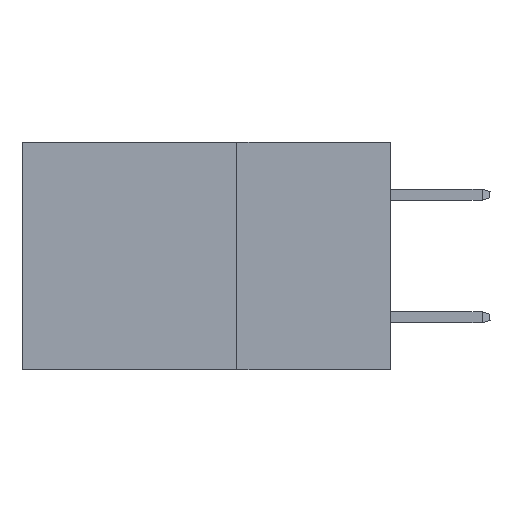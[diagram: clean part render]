
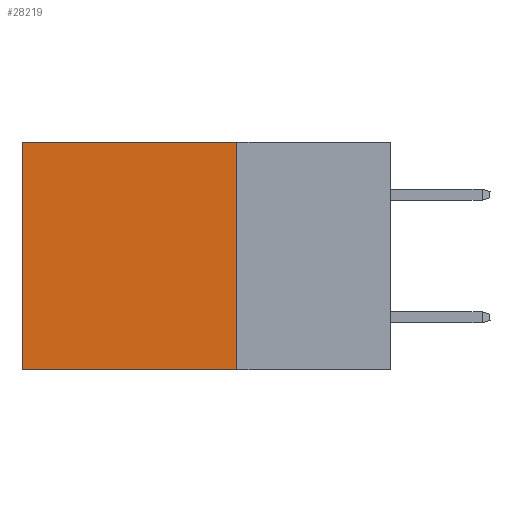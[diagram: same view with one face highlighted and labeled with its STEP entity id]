
A CAD part, left-side view. The second image highlights one B-rep face of the part: STEP entity #28219.
In plain terms, the highlighted planar face has unit normal (-1, 0, 0).
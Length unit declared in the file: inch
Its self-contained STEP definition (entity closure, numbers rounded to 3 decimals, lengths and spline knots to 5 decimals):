
#101 = CARTESIAN_POINT ( 'NONE',  ( 0.2875, 0.6, -0.37 ) ) ;
#120 = DIRECTION ( 'NONE',  ( 1., 0., 0. ) ) ;
#177 = DIRECTION ( 'NONE',  ( 0., 0., -1. ) ) ;
#3435 = LINE ( 'NONE', #27512, #27943 ) ;
#4162 = VECTOR ( 'NONE', #16023, 39.37008 ) ;
#4246 = CARTESIAN_POINT ( 'NONE',  ( 0.2875, 0.25, 0. ) ) ;
#7383 = VERTEX_POINT ( 'NONE', #101 ) ;
#8572 = VECTOR ( 'NONE', #177, 39.37008 ) ;
#8769 = DIRECTION ( 'NONE',  ( 0., 0., -1. ) ) ;
#11566 = EDGE_CURVE ( 'NONE', #35038, #7383, #25684, .T. ) ;
#12107 = VERTEX_POINT ( 'NONE', #37223 ) ;
#13556 = DIRECTION ( 'NONE',  ( 0., 0., -1. ) ) ;
#14012 = ORIENTED_EDGE ( 'NONE', *, *, #29744, .F. ) ;
#15073 = VECTOR ( 'NONE', #13556, 39.37008 ) ;
#15745 = LINE ( 'NONE', #28187, #4162 ) ;
#16023 = DIRECTION ( 'NONE',  ( 0., 1., 0. ) ) ;
#17202 = EDGE_CURVE ( 'NONE', #23380, #35038, #3435, .T. ) ;
#22076 = DIRECTION ( 'NONE',  ( 0., 1., 0. ) ) ;
#22560 = FACE_OUTER_BOUND ( 'NONE', #34590, .T. ) ;
#23380 = VERTEX_POINT ( 'NONE', #4246 ) ;
#23632 = ORIENTED_EDGE ( 'NONE', *, *, #32464, .F. ) ;
#25684 = LINE ( 'NONE', #35812, #8572 ) ;
#26167 = LINE ( 'NONE', #28297, #15073 ) ;
#27512 = CARTESIAN_POINT ( 'NONE',  ( 0.2875, 0.25, 0. ) ) ;
#27943 = VECTOR ( 'NONE', #22076, 39.37008 ) ;
#28187 = CARTESIAN_POINT ( 'NONE',  ( 0.2875, 0.25, -0.37 ) ) ;
#28219 = ADVANCED_FACE ( 'NONE', ( #22560 ), #35125, .F. ) ;
#28235 = CARTESIAN_POINT ( 'NONE',  ( 0.2875, 0.6, 0. ) ) ;
#28297 = CARTESIAN_POINT ( 'NONE',  ( 0.2875, 0.25, 0. ) ) ;
#29706 = CARTESIAN_POINT ( 'NONE',  ( 0.2875, 0.25, 0. ) ) ;
#29744 = EDGE_CURVE ( 'NONE', #23380, #12107, #26167, .T. ) ;
#31883 = ORIENTED_EDGE ( 'NONE', *, *, #17202, .T. ) ;
#32464 = EDGE_CURVE ( 'NONE', #12107, #7383, #15745, .T. ) ;
#33805 = AXIS2_PLACEMENT_3D ( 'NONE', #29706, #120, #8769 ) ;
#34590 = EDGE_LOOP ( 'NONE', ( #35797, #23632, #14012, #31883 ) ) ;
#35038 = VERTEX_POINT ( 'NONE', #28235 ) ;
#35125 = PLANE ( 'NONE',  #33805 ) ;
#35797 = ORIENTED_EDGE ( 'NONE', *, *, #11566, .T. ) ;
#35812 = CARTESIAN_POINT ( 'NONE',  ( 0.2875, 0.6, 0. ) ) ;
#37223 = CARTESIAN_POINT ( 'NONE',  ( 0.2875, 0.25, -0.37 ) ) ;
